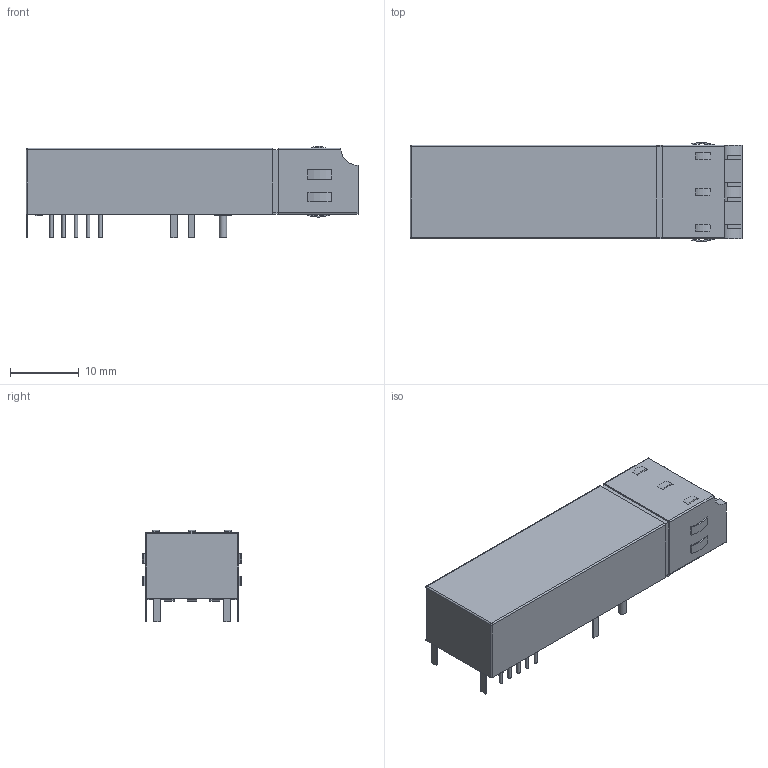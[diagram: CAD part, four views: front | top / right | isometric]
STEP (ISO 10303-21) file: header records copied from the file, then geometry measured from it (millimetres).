
FILE_DESCRIPTION(/* description */ (''),/* implementation_level */ '2;1');
FILE_NAME(/* name */ 'HFBR-5911LZ.stp',/* time_stamp */ '2016-11-23T09:19:40+01:00',/* author */ ('jchouvet'),/* organization */ (''),/* preprocessor_version */ 'ST-DEVELOPER v16.1',/* originating_system */ 'AutoCAD Mechanical',/* authorisation */ '');
FILE_SCHEMA (('AUTOMOTIVE_DESIGN { 1 0 10303 214 3 1 1 }'));
Length unit declared in the file: millimetre
Products named in the file (1): Product
Bounding box: 48.19 x 14.37 x 13.29 mm (x, y, z)
Volume: 4596 mm3; surface area: 4707.3 mm2
Topology: 38 solids, 38 shells, 243 faces, 494 edges, 328 vertices
Faces by surface type: plane 195, cylinder 46, sphere 2
Full cylindrical faces by diameter (mm): 0.5 x10, 1.07 x2, 1.5 x2, 2 x2
Entity records: 6258 total; most frequent: CARTESIAN_POINT 1064, DIRECTION 1060, ORIENTED_EDGE 952, EDGE_CURVE 476, LINE 376, VECTOR 376, AXIS2_PLACEMENT_3D 342, VERTEX_POINT 326
